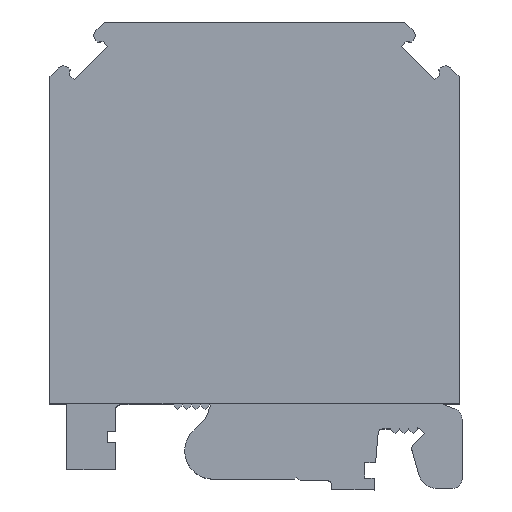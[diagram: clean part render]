
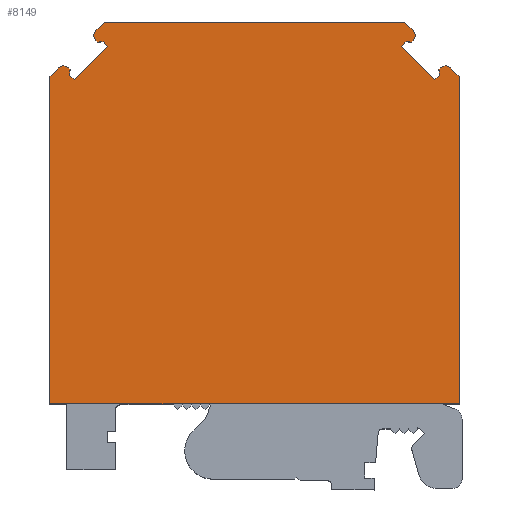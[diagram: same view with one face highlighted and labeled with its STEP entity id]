
A CAD part, top view. The second image highlights one B-rep face of the part: STEP entity #8149.
In plain terms, the highlighted planar face has unit normal (0, 0, 1).
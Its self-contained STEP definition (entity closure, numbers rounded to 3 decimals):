
#234=CIRCLE('',#8514,0.75);
#236=CIRCLE('',#8524,0.75);
#238=CIRCLE('',#8546,0.75);
#240=CIRCLE('',#8556,0.75);
#1343=ORIENTED_EDGE('',*,*,#2733,.F.);
#1344=ORIENTED_EDGE('',*,*,#2702,.F.);
#1345=ORIENTED_EDGE('',*,*,#2767,.F.);
#1346=ORIENTED_EDGE('',*,*,#2675,.F.);
#1347=ORIENTED_EDGE('',*,*,#2673,.F.);
#1348=ORIENTED_EDGE('',*,*,#2669,.F.);
#1349=ORIENTED_EDGE('',*,*,#2666,.T.);
#1350=ORIENTED_EDGE('',*,*,#2665,.T.);
#1351=ORIENTED_EDGE('',*,*,#2662,.T.);
#1352=ORIENTED_EDGE('',*,*,#2659,.T.);
#1353=ORIENTED_EDGE('',*,*,#2656,.T.);
#1354=ORIENTED_EDGE('',*,*,#2653,.T.);
#1355=ORIENTED_EDGE('',*,*,#2649,.T.);
#1356=ORIENTED_EDGE('',*,*,#2645,.F.);
#1357=ORIENTED_EDGE('',*,*,#2642,.F.);
#1358=ORIENTED_EDGE('',*,*,#2639,.F.);
#1359=ORIENTED_EDGE('',*,*,#2764,.F.);
#1360=ORIENTED_EDGE('',*,*,#2760,.F.);
#1361=ORIENTED_EDGE('',*,*,#2757,.T.);
#1362=ORIENTED_EDGE('',*,*,#2756,.T.);
#1363=ORIENTED_EDGE('',*,*,#2753,.T.);
#1364=ORIENTED_EDGE('',*,*,#2750,.T.);
#1365=ORIENTED_EDGE('',*,*,#2747,.T.);
#1366=ORIENTED_EDGE('',*,*,#2744,.T.);
#1367=ORIENTED_EDGE('',*,*,#2740,.T.);
#1368=ORIENTED_EDGE('',*,*,#2736,.F.);
#2639=EDGE_CURVE('',#3316,#3317,#3952,.T.);
#2642=EDGE_CURVE('',#3317,#3319,#3955,.T.);
#2645=EDGE_CURVE('',#3319,#3321,#234,.T.);
#2649=EDGE_CURVE('',#3324,#3321,#3960,.T.);
#2653=EDGE_CURVE('',#3325,#3324,#3964,.T.);
#2656=EDGE_CURVE('',#3327,#3325,#3967,.T.);
#2659=EDGE_CURVE('',#3329,#3327,#3970,.T.);
#2662=EDGE_CURVE('',#3331,#3329,#3973,.T.);
#2665=EDGE_CURVE('',#3333,#3331,#3976,.T.);
#2666=EDGE_CURVE('',#3335,#3333,#3977,.T.);
#2669=EDGE_CURVE('',#3335,#3337,#236,.T.);
#2673=EDGE_CURVE('',#3337,#3340,#3982,.T.);
#2675=EDGE_CURVE('',#3340,#3341,#3984,.T.);
#2702=EDGE_CURVE('',#3361,#3362,#4009,.T.);
#2733=EDGE_CURVE('',#3362,#3383,#4038,.T.);
#2736=EDGE_CURVE('',#3383,#3385,#238,.T.);
#2740=EDGE_CURVE('',#3388,#3385,#4043,.T.);
#2744=EDGE_CURVE('',#3389,#3388,#4047,.T.);
#2747=EDGE_CURVE('',#3391,#3389,#4050,.T.);
#2750=EDGE_CURVE('',#3393,#3391,#4053,.T.);
#2753=EDGE_CURVE('',#3395,#3393,#4056,.T.);
#2756=EDGE_CURVE('',#3397,#3395,#4059,.T.);
#2757=EDGE_CURVE('',#3399,#3397,#4060,.T.);
#2760=EDGE_CURVE('',#3399,#3401,#240,.T.);
#2764=EDGE_CURVE('',#3401,#3316,#4065,.T.);
#2767=EDGE_CURVE('',#3341,#3361,#4068,.T.);
#3316=VERTEX_POINT('',#11674);
#3317=VERTEX_POINT('',#11676);
#3319=VERTEX_POINT('',#11682);
#3321=VERTEX_POINT('',#11688);
#3324=VERTEX_POINT('',#11696);
#3325=VERTEX_POINT('',#11700);
#3327=VERTEX_POINT('',#11706);
#3329=VERTEX_POINT('',#11712);
#3331=VERTEX_POINT('',#11718);
#3333=VERTEX_POINT('',#11724);
#3335=VERTEX_POINT('',#11730);
#3337=VERTEX_POINT('',#11736);
#3340=VERTEX_POINT('',#11744);
#3341=VERTEX_POINT('',#11748);
#3361=VERTEX_POINT('',#11801);
#3362=VERTEX_POINT('',#11802);
#3383=VERTEX_POINT('',#11861);
#3385=VERTEX_POINT('',#11867);
#3388=VERTEX_POINT('',#11875);
#3389=VERTEX_POINT('',#11879);
#3391=VERTEX_POINT('',#11885);
#3393=VERTEX_POINT('',#11891);
#3395=VERTEX_POINT('',#11897);
#3397=VERTEX_POINT('',#11903);
#3399=VERTEX_POINT('',#11909);
#3401=VERTEX_POINT('',#11915);
#3952=LINE('',#11675,#4671);
#3955=LINE('',#11681,#4674);
#3960=LINE('',#11695,#4679);
#3964=LINE('',#11703,#4683);
#3967=LINE('',#11709,#4686);
#3970=LINE('',#11715,#4689);
#3973=LINE('',#11721,#4692);
#3976=LINE('',#11727,#4695);
#3977=LINE('',#11729,#4696);
#3982=LINE('',#11743,#4701);
#3984=LINE('',#11747,#4703);
#4009=LINE('',#11800,#4728);
#4038=LINE('',#11860,#4757);
#4043=LINE('',#11874,#4762);
#4047=LINE('',#11882,#4766);
#4050=LINE('',#11888,#4769);
#4053=LINE('',#11894,#4772);
#4056=LINE('',#11900,#4775);
#4059=LINE('',#11906,#4778);
#4060=LINE('',#11908,#4779);
#4065=LINE('',#11921,#4784);
#4068=LINE('',#11929,#4787);
#4671=VECTOR('',#9756,1000.);
#4674=VECTOR('',#9761,1000.);
#4679=VECTOR('',#9774,1000.);
#4683=VECTOR('',#9780,1000.);
#4686=VECTOR('',#9785,1000.);
#4689=VECTOR('',#9790,1000.);
#4692=VECTOR('',#9795,1000.);
#4695=VECTOR('',#9800,1000.);
#4696=VECTOR('',#9803,1000.);
#4701=VECTOR('',#9816,1000.);
#4703=VECTOR('',#9820,1000.);
#4728=VECTOR('',#9861,1000.);
#4757=VECTOR('',#9908,1000.);
#4762=VECTOR('',#9921,1000.);
#4766=VECTOR('',#9927,1000.);
#4769=VECTOR('',#9932,1000.);
#4772=VECTOR('',#9937,1000.);
#4775=VECTOR('',#9942,1000.);
#4778=VECTOR('',#9947,1000.);
#4779=VECTOR('',#9950,1000.);
#4784=VECTOR('',#9963,1000.);
#4787=VECTOR('',#9976,1000.);
#5120=EDGE_LOOP('',(#1343,#1344,#1345,#1346,#1347,#1348,#1349,#1350,#1351,
#1352,#1353,#1354,#1355,#1356,#1357,#1358,#1359,#1360,#1361,#1362,#1363,
#1364,#1365,#1366,#1367,#1368));
#5465=FACE_BOUND('',#5120,.T.);
#5738=PLANE('',#8563);
#8149=ADVANCED_FACE('',(#5465),#5738,.F.);
#8514=AXIS2_PLACEMENT_3D('',#11687,#9766,#9767);
#8524=AXIS2_PLACEMENT_3D('',#11735,#9808,#9809);
#8546=AXIS2_PLACEMENT_3D('',#11866,#9913,#9914);
#8556=AXIS2_PLACEMENT_3D('',#11914,#9955,#9956);
#8563=AXIS2_PLACEMENT_3D('',#11928,#9974,#9975);
#9756=DIRECTION('',(1.,0.,0.));
#9761=DIRECTION('',(0.707,-0.707,0.));
#9766=DIRECTION('',(0.,0.,-1.));
#9767=DIRECTION('',(-1.,0.,0.));
#9774=DIRECTION('',(0.707,0.707,0.));
#9780=DIRECTION('',(0.996,-0.087,0.));
#9785=DIRECTION('',(0.707,0.707,0.));
#9790=DIRECTION('',(-0.707,0.707,0.));
#9795=DIRECTION('',(-0.707,-0.707,0.));
#9800=DIRECTION('',(0.087,-0.996,0.));
#9803=DIRECTION('',(-0.707,-0.707,0.));
#9808=DIRECTION('',(0.,0.,-1.));
#9809=DIRECTION('',(-1.,0.,0.));
#9816=DIRECTION('',(0.707,-0.707,0.));
#9820=DIRECTION('',(0.,-1.,0.));
#9861=DIRECTION('',(0.,1.,0.));
#9908=DIRECTION('',(0.707,0.707,0.));
#9913=DIRECTION('',(0.,0.,-1.));
#9914=DIRECTION('',(-1.,0.,0.));
#9921=DIRECTION('',(-0.707,0.707,0.));
#9927=DIRECTION('',(0.087,0.996,0.));
#9932=DIRECTION('',(-0.707,0.707,0.));
#9937=DIRECTION('',(-0.707,-0.707,0.));
#9942=DIRECTION('',(0.707,-0.707,0.));
#9947=DIRECTION('',(0.996,0.087,0.));
#9950=DIRECTION('',(0.707,-0.707,0.));
#9955=DIRECTION('',(0.,0.,-1.));
#9956=DIRECTION('',(-1.,0.,0.));
#9963=DIRECTION('',(0.707,0.707,0.));
#9974=DIRECTION('',(0.,0.,-1.));
#9975=DIRECTION('',(-1.,0.,0.));
#9976=DIRECTION('',(-1.,0.,0.));
#11674=CARTESIAN_POINT('',(-16.5,21.,12.01));
#11675=CARTESIAN_POINT('',(-22.5,21.,12.01));
#11676=CARTESIAN_POINT('',(16.5,21.,12.01));
#11681=CARTESIAN_POINT('',(22.5,15.,12.01));
#11682=CARTESIAN_POINT('',(17.451,20.049,12.01));
#11687=CARTESIAN_POINT('',(16.921,19.519,12.01));
#11688=CARTESIAN_POINT('',(17.451,18.988,12.01));
#11695=CARTESIAN_POINT('',(-0.769,0.769,12.01));
#11696=CARTESIAN_POINT('',(17.244,18.782,12.01));
#11700=CARTESIAN_POINT('',(16.659,18.833,12.01));
#11703=CARTESIAN_POINT('',(1.762,20.136,12.01));
#11706=CARTESIAN_POINT('',(16.143,18.317,12.01));
#11709=CARTESIAN_POINT('',(-1.087,1.087,12.01));
#11712=CARTESIAN_POINT('',(19.82,14.64,12.01));
#11715=CARTESIAN_POINT('',(17.23,17.23,12.01));
#11718=CARTESIAN_POINT('',(20.336,15.156,12.01));
#11721=CARTESIAN_POINT('',(2.59,-2.59,12.01));
#11724=CARTESIAN_POINT('',(20.285,15.741,12.01));
#11727=CARTESIAN_POINT('',(21.497,1.881,12.01));
#11729=CARTESIAN_POINT('',(2.272,-2.272,12.01));
#11730=CARTESIAN_POINT('',(20.492,15.948,12.01));
#11735=CARTESIAN_POINT('',(21.022,15.417,12.01));
#11736=CARTESIAN_POINT('',(21.552,15.948,12.01));
#11743=CARTESIAN_POINT('',(22.5,15.,12.01));
#11744=CARTESIAN_POINT('',(22.5,15.,12.01));
#11747=CARTESIAN_POINT('',(22.5,21.,12.01));
#11748=CARTESIAN_POINT('',(22.5,-21.,12.01));
#11800=CARTESIAN_POINT('',(-22.5,-21.,12.01));
#11801=CARTESIAN_POINT('',(-22.5,-21.,12.01));
#11802=CARTESIAN_POINT('',(-22.5,15.,12.01));
#11860=CARTESIAN_POINT('',(-16.5,21.,12.01));
#11861=CARTESIAN_POINT('',(-21.552,15.948,12.01));
#11866=CARTESIAN_POINT('',(-21.022,15.417,12.01));
#11867=CARTESIAN_POINT('',(-20.492,15.948,12.01));
#11874=CARTESIAN_POINT('',(-2.272,-2.272,12.01));
#11875=CARTESIAN_POINT('',(-20.285,15.741,12.01));
#11879=CARTESIAN_POINT('',(-20.336,15.156,12.01));
#11882=CARTESIAN_POINT('',(-21.497,1.881,12.01));
#11885=CARTESIAN_POINT('',(-19.82,14.64,12.01));
#11888=CARTESIAN_POINT('',(-2.59,-2.59,12.01));
#11891=CARTESIAN_POINT('',(-16.143,18.317,12.01));
#11894=CARTESIAN_POINT('',(-17.23,17.23,12.01));
#11897=CARTESIAN_POINT('',(-16.659,18.833,12.01));
#11900=CARTESIAN_POINT('',(1.087,1.087,12.01));
#11903=CARTESIAN_POINT('',(-17.244,18.782,12.01));
#11906=CARTESIAN_POINT('',(-1.762,20.136,12.01));
#11908=CARTESIAN_POINT('',(0.769,0.769,12.01));
#11909=CARTESIAN_POINT('',(-17.451,18.988,12.01));
#11914=CARTESIAN_POINT('',(-16.921,19.519,12.01));
#11915=CARTESIAN_POINT('',(-17.451,20.049,12.01));
#11921=CARTESIAN_POINT('',(-16.5,21.,12.01));
#11928=CARTESIAN_POINT('',(0.,0.,12.01));
#11929=CARTESIAN_POINT('',(22.5,-21.,12.01));
